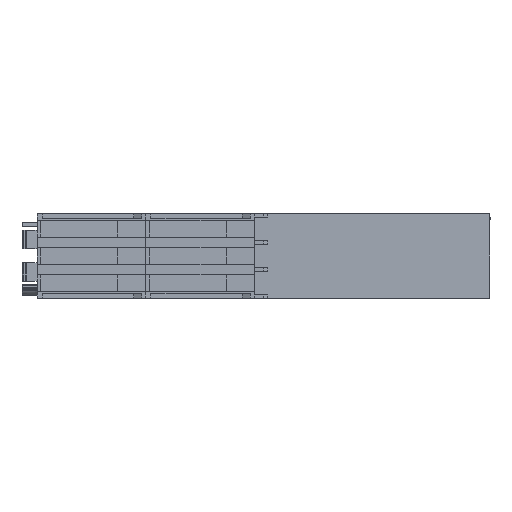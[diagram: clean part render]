
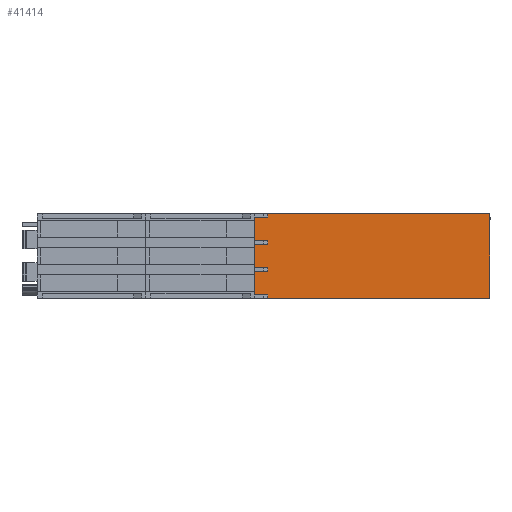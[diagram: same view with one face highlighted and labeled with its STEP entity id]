
A CAD part, left-side view. The second image highlights one B-rep face of the part: STEP entity #41414.
In plain terms, the highlighted planar face has unit normal (-1, 0, 0).
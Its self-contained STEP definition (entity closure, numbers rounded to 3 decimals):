
#118 = CARTESIAN_POINT ( 'NONE',  ( -76.377, 174.249, -12.907 ) ) ;
#119 = DIRECTION ( 'NONE',  ( 0., 1., 0. ) ) ;
#122 = CARTESIAN_POINT ( 'NONE',  ( -76.377, 126.649, 8.643 ) ) ;
#123 = DIRECTION ( 'NONE',  ( 0., 0., 1. ) ) ;
#126 = CARTESIAN_POINT ( 'NONE',  ( -76.377, 174.249, -6.707 ) ) ;
#127 = DIRECTION ( 'NONE',  ( 0., -1., 0. ) ) ;
#128 = CARTESIAN_POINT ( 'NONE',  ( -76.377, 174.249, -5.707 ) ) ;
#129 = DIRECTION ( 'NONE',  ( 0., 1., 0. ) ) ;
#134 = CARTESIAN_POINT ( 'NONE',  ( -76.377, 126.649, 8.643 ) ) ;
#135 = DIRECTION ( 'NONE',  ( 0., 0., 1. ) ) ;
#136 = CARTESIAN_POINT ( 'NONE',  ( -76.377, 174.249, 0.493 ) ) ;
#137 = DIRECTION ( 'NONE',  ( 0., -1., 0. ) ) ;
#138 = CARTESIAN_POINT ( 'NONE',  ( -76.377, 174.249, 1.493 ) ) ;
#139 = DIRECTION ( 'NONE',  ( 0., 1., 0. ) ) ;
#142 = CARTESIAN_POINT ( 'NONE',  ( -76.377, 126.649, 8.643 ) ) ;
#143 = DIRECTION ( 'NONE',  ( 0., 0., 1. ) ) ;
#147 = CARTESIAN_POINT ( 'NONE',  ( -76.377, 174.249, 7.693 ) ) ;
#149 = DIRECTION ( 'NONE',  ( 0., -1., 0. ) ) ;
#274 = VECTOR ( 'NONE', #119, 1000. ) ;
#280 = VECTOR ( 'NONE', #123, 1000. ) ;
#287 = VECTOR ( 'NONE', #127, 1000. ) ;
#290 = VECTOR ( 'NONE', #129, 1000. ) ;
#300 = VECTOR ( 'NONE', #135, 1000. ) ;
#303 = VECTOR ( 'NONE', #137, 1000. ) ;
#307 = VECTOR ( 'NONE', #139, 1000. ) ;
#313 = VECTOR ( 'NONE', #143, 1000. ) ;
#320 = VECTOR ( 'NONE', #149, 1000. ) ;
#614 = LINE ( 'NONE', #52712, #854 ) ;
#854 = VECTOR ( 'NONE', #52713, 1000. ) ;
#1575 = CARTESIAN_POINT ( 'NONE',  ( -76.377, 54.149, 8.643 ) ) ;
#1576 = CARTESIAN_POINT ( 'NONE',  ( -76.377, 113.149, 8.643 ) ) ;
#1600 = CARTESIAN_POINT ( 'NONE',  ( -76.377, 113.149, -13.857 ) ) ;
#1644 = CARTESIAN_POINT ( 'NONE',  ( -76.377, 113.149, 7.693 ) ) ;
#1654 = CARTESIAN_POINT ( 'NONE',  ( -76.377, 54.149, -13.857 ) ) ;
#1666 = CARTESIAN_POINT ( 'NONE',  ( -76.377, 113.149, 8.623 ) ) ;
#1683 = CARTESIAN_POINT ( 'NONE',  ( -76.377, 113.149, 1.493 ) ) ;
#1684 = CARTESIAN_POINT ( 'NONE',  ( -76.377, 113.149, 0.493 ) ) ;
#1696 = CARTESIAN_POINT ( 'NONE',  ( -76.377, 126.649, 7.693 ) ) ;
#1700 = CARTESIAN_POINT ( 'NONE',  ( -76.377, 126.649, 0.493 ) ) ;
#1701 = CARTESIAN_POINT ( 'NONE',  ( -76.377, 126.649, 1.493 ) ) ;
#1702 = CARTESIAN_POINT ( 'NONE',  ( -76.377, 126.649, -5.707 ) ) ;
#1708 = CARTESIAN_POINT ( 'NONE',  ( -76.377, 126.649, -12.907 ) ) ;
#1709 = CARTESIAN_POINT ( 'NONE',  ( -76.377, 126.649, -6.707 ) ) ;
#1718 = CARTESIAN_POINT ( 'NONE',  ( -76.377, 113.149, -5.707 ) ) ;
#1719 = CARTESIAN_POINT ( 'NONE',  ( -76.377, 113.149, -6.707 ) ) ;
#1738 = CARTESIAN_POINT ( 'NONE',  ( -76.377, 113.149, -12.907 ) ) ;
#1740 = CARTESIAN_POINT ( 'NONE',  ( -76.377, 113.149, -13.837 ) ) ;
#14802 = EDGE_CURVE ( 'NONE', #16927, #16873, #46120, .T. ) ;
#14843 = EDGE_CURVE ( 'NONE', #16848, #16927, #46160, .T. ) ;
#14845 = EDGE_CURVE ( 'NONE', #16848, #16849, #46162, .T. ) ;
#14846 = EDGE_CURVE ( 'NONE', #16849, #16939, #46163, .T. ) ;
#15073 = EDGE_CURVE ( 'NONE', #17151, #17149, #50853, .T. ) ;
#15089 = EDGE_CURVE ( 'NONE', #17130, #17129, #50881, .T. ) ;
#15103 = EDGE_CURVE ( 'NONE', #16957, #16956, #50906, .T. ) ;
#15125 = EDGE_CURVE ( 'NONE', #16917, #16939, #50945, .T. ) ;
#15206 = EDGE_CURVE ( 'NONE', #16873, #17151, #614, .T. ) ;
#15338 = AXIS2_PLACEMENT_3D ( 'NONE', #15605, #15606, #15607 ) ;
#15412 = FACE_OUTER_BOUND ( 'NONE', #45535, .T. ) ;
#15604 = PLANE ( 'NONE',  #15338 ) ;
#15605 = CARTESIAN_POINT ( 'NONE',  ( -76.377, 174.249, 8.643 ) ) ;
#15606 = DIRECTION ( 'NONE',  ( 1., 0., 0. ) ) ;
#15607 = DIRECTION ( 'NONE',  ( 0., 0., -1. ) ) ;
#16848 = VERTEX_POINT ( 'NONE', #1575 ) ;
#16849 = VERTEX_POINT ( 'NONE', #1576 ) ;
#16873 = VERTEX_POINT ( 'NONE', #1600 ) ;
#16917 = VERTEX_POINT ( 'NONE', #1644 ) ;
#16927 = VERTEX_POINT ( 'NONE', #1654 ) ;
#16939 = VERTEX_POINT ( 'NONE', #1666 ) ;
#16956 = VERTEX_POINT ( 'NONE', #1683 ) ;
#16957 = VERTEX_POINT ( 'NONE', #1684 ) ;
#17096 = VERTEX_POINT ( 'NONE', #1696 ) ;
#17102 = VERTEX_POINT ( 'NONE', #1700 ) ;
#17104 = VERTEX_POINT ( 'NONE', #1701 ) ;
#17106 = VERTEX_POINT ( 'NONE', #1702 ) ;
#17118 = VERTEX_POINT ( 'NONE', #1708 ) ;
#17120 = VERTEX_POINT ( 'NONE', #1709 ) ;
#17129 = VERTEX_POINT ( 'NONE', #1718 ) ;
#17130 = VERTEX_POINT ( 'NONE', #1719 ) ;
#17149 = VERTEX_POINT ( 'NONE', #1738 ) ;
#17151 = VERTEX_POINT ( 'NONE', #1740 ) ;
#18630 = DIRECTION ( 'NONE',  ( 0., 1., 0. ) ) ;
#18681 = CARTESIAN_POINT ( 'NONE',  ( -76.377, 174.249, -13.857 ) ) ;
#30701 = ORIENTED_EDGE ( 'NONE', *, *, #14845, .T. ) ;
#30702 = ORIENTED_EDGE ( 'NONE', *, *, #15206, .F. ) ;
#30703 = ORIENTED_EDGE ( 'NONE', *, *, #14802, .F. ) ;
#30704 = ORIENTED_EDGE ( 'NONE', *, *, #14843, .F. ) ;
#30705 = ORIENTED_EDGE ( 'NONE', *, *, #15125, .F. ) ;
#30706 = ORIENTED_EDGE ( 'NONE', *, *, #14846, .T. ) ;
#30707 = ORIENTED_EDGE ( 'NONE', *, *, #39386, .F. ) ;
#30708 = ORIENTED_EDGE ( 'NONE', *, *, #39390, .F. ) ;
#30709 = ORIENTED_EDGE ( 'NONE', *, *, #39382, .F. ) ;
#30710 = ORIENTED_EDGE ( 'NONE', *, *, #15103, .F. ) ;
#30711 = ORIENTED_EDGE ( 'NONE', *, *, #39379, .F. ) ;
#30712 = ORIENTED_EDGE ( 'NONE', *, *, #39378, .F. ) ;
#30713 = ORIENTED_EDGE ( 'NONE', *, *, #39371, .F. ) ;
#30714 = ORIENTED_EDGE ( 'NONE', *, *, #15089, .F. ) ;
#30715 = ORIENTED_EDGE ( 'NONE', *, *, #39369, .F. ) ;
#30716 = ORIENTED_EDGE ( 'NONE', *, *, #39365, .F. ) ;
#30717 = ORIENTED_EDGE ( 'NONE', *, *, #39360, .F. ) ;
#30718 = ORIENTED_EDGE ( 'NONE', *, *, #15073, .F. ) ;
#35283 = DIRECTION ( 'NONE',  ( 0., 0., -1. ) ) ;
#35296 = DIRECTION ( 'NONE',  ( 0., 0., -1. ) ) ;
#35305 = DIRECTION ( 'NONE',  ( 0., 1., 0. ) ) ;
#35308 = CARTESIAN_POINT ( 'NONE',  ( -76.377, 101.849, 8.643 ) ) ;
#35309 = CARTESIAN_POINT ( 'NONE',  ( -76.377, 113.149, 8.633 ) ) ;
#35317 = CARTESIAN_POINT ( 'NONE',  ( -76.377, 54.149, 8.643 ) ) ;
#39360 = EDGE_CURVE ( 'NONE', #17149, #17118, #54170, .T. ) ;
#39365 = EDGE_CURVE ( 'NONE', #17118, #17120, #54172, .T. ) ;
#39369 = EDGE_CURVE ( 'NONE', #17120, #17130, #54174, .T. ) ;
#39371 = EDGE_CURVE ( 'NONE', #17129, #17106, #54175, .T. ) ;
#39378 = EDGE_CURVE ( 'NONE', #17106, #17102, #54178, .T. ) ;
#39379 = EDGE_CURVE ( 'NONE', #17102, #16957, #54179, .T. ) ;
#39382 = EDGE_CURVE ( 'NONE', #16956, #17104, #54180, .T. ) ;
#39386 = EDGE_CURVE ( 'NONE', #17104, #17096, #54182, .T. ) ;
#39390 = EDGE_CURVE ( 'NONE', #17096, #16917, #54184, .T. ) ;
#41414 = ADVANCED_FACE ( 'NONE', ( #15412 ), #15604, .F. ) ;
#45535 = EDGE_LOOP ( 'NONE', ( #30702, #30703, #30704, #30701, #30706, #30705, #30708, #30707, #30709, #30710, #30711, #30712, #30713, #30714, #30715, #30716, #30717, #30718 ) ) ;
#46101 = VECTOR ( 'NONE', #18630, 1000. ) ;
#46120 = LINE ( 'NONE', #18681, #46101 ) ;
#46160 = LINE ( 'NONE', #35317, #46244 ) ;
#46162 = LINE ( 'NONE', #35308, #46246 ) ;
#46163 = LINE ( 'NONE', #35309, #46247 ) ;
#46244 = VECTOR ( 'NONE', #35283, 1000. ) ;
#46246 = VECTOR ( 'NONE', #35305, 1000. ) ;
#46247 = VECTOR ( 'NONE', #35296, 1000. ) ;
#50853 = LINE ( 'NONE', #51119, #51305 ) ;
#50881 = LINE ( 'NONE', #51183, #51350 ) ;
#50906 = LINE ( 'NONE', #51239, #51389 ) ;
#50945 = LINE ( 'NONE', #52487, #51420 ) ;
#51119 = CARTESIAN_POINT ( 'NONE',  ( -76.377, 113.149, -13.857 ) ) ;
#51121 = DIRECTION ( 'NONE',  ( 0., 0., 1. ) ) ;
#51183 = CARTESIAN_POINT ( 'NONE',  ( -76.377, 113.149, -6.707 ) ) ;
#51185 = DIRECTION ( 'NONE',  ( 0., 0., 1. ) ) ;
#51239 = CARTESIAN_POINT ( 'NONE',  ( -76.377, 113.149, 0.493 ) ) ;
#51241 = DIRECTION ( 'NONE',  ( 0., 0., 1. ) ) ;
#51305 = VECTOR ( 'NONE', #51121, 1000. ) ;
#51350 = VECTOR ( 'NONE', #51185, 1000. ) ;
#51389 = VECTOR ( 'NONE', #51241, 1000. ) ;
#51420 = VECTOR ( 'NONE', #52488, 1000. ) ;
#52487 = CARTESIAN_POINT ( 'NONE',  ( -76.377, 113.149, 7.693 ) ) ;
#52488 = DIRECTION ( 'NONE',  ( 0., 0., 1. ) ) ;
#52712 = CARTESIAN_POINT ( 'NONE',  ( -76.377, 113.149, -13.857 ) ) ;
#52713 = DIRECTION ( 'NONE',  ( 0., 0., 1. ) ) ;
#54170 = LINE ( 'NONE', #118, #274 ) ;
#54172 = LINE ( 'NONE', #122, #280 ) ;
#54174 = LINE ( 'NONE', #126, #287 ) ;
#54175 = LINE ( 'NONE', #128, #290 ) ;
#54178 = LINE ( 'NONE', #134, #300 ) ;
#54179 = LINE ( 'NONE', #136, #303 ) ;
#54180 = LINE ( 'NONE', #138, #307 ) ;
#54182 = LINE ( 'NONE', #142, #313 ) ;
#54184 = LINE ( 'NONE', #147, #320 ) ;
